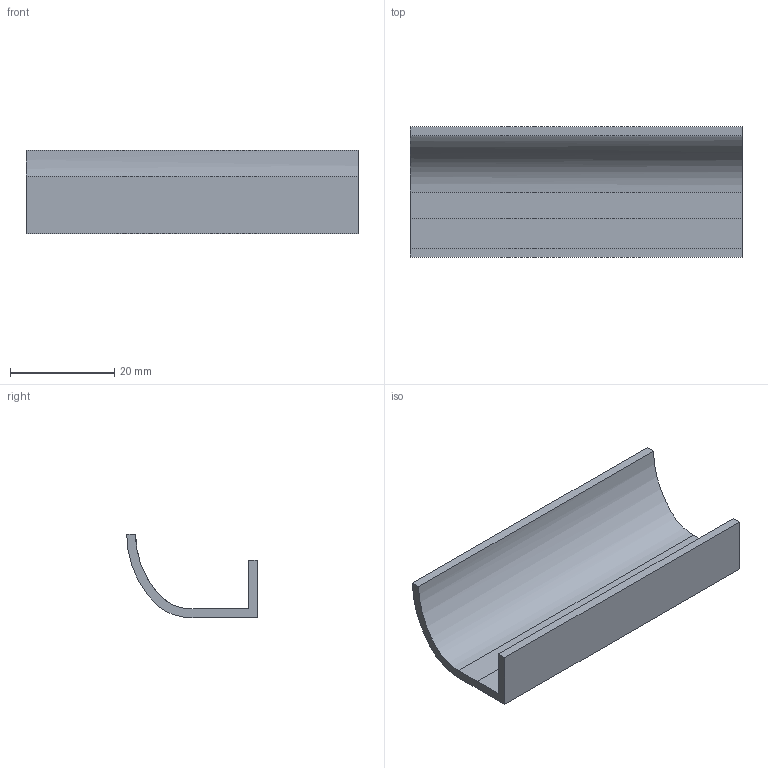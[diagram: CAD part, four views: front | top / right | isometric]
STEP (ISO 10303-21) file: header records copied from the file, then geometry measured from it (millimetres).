
FILE_DESCRIPTION(/* description */ (''),/* implementation_level */ '2;1');
FILE_NAME(/* name */ 'ShroudV2.step',/* time_stamp */ '2022-07-12T14:58:05-07:00',/* author */ (''),/* organization */ (''),/* preprocessor_version */ 'ST-DEVELOPER v19',/* originating_system */ 'Autodesk Translation Framework v11.7.0.108',/* authorisation */ '');
FILE_SCHEMA (('AUTOMOTIVE_DESIGN { 1 0 10303 214 3 1 1 }'));
Length unit declared in the file: centimetre
Products named in the file (1): ShroudV2
Bounding box: 63.6 x 25 x 16 mm (x, y, z)
Volume: 4638 mm3; surface area: 5821.5 mm2
Topology: 1 solids, 1 shells, 12 faces, 30 edges, 20 vertices
Faces by surface type: plane 10, bspline 2
Entity records: 459 total; most frequent: CARTESIAN_POINT 149, ORIENTED_EDGE 60, DIRECTION 48, EDGE_CURVE 30, LINE 26, VECTOR 26, VERTEX_POINT 20, FACE_OUTER_BOUND 12
